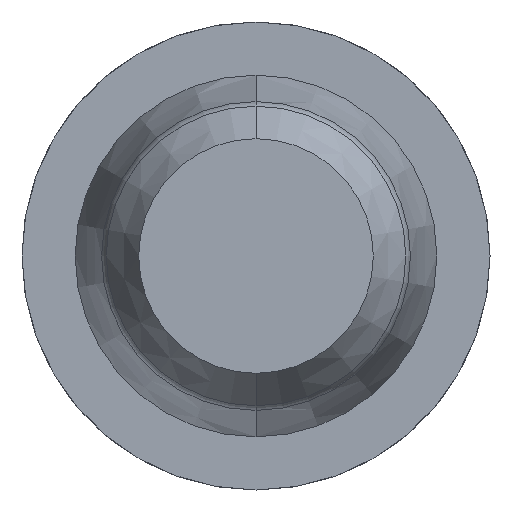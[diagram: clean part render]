
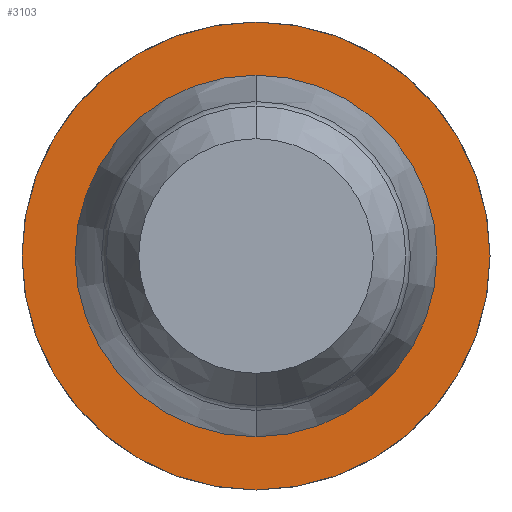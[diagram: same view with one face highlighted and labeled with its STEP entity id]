
A CAD part, front view. The second image highlights one B-rep face of the part: STEP entity #3103.
In plain terms, the highlighted planar face has unit normal (0, -1, 0).
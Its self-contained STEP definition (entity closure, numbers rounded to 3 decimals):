
#291 = ORIENTED_EDGE ( 'NONE', *, *, #2598, .F. ) ;
#484 = DIRECTION ( 'NONE',  ( 0., 1., 0. ) ) ;
#511 = DIRECTION ( 'NONE',  ( 0., 1., 0. ) ) ;
#588 = CARTESIAN_POINT ( 'NONE',  ( 0., -9., -1.25 ) ) ;
#740 = EDGE_CURVE ( 'Defeature ausgef�hrt3_5+Defeature ausgef�hrt3_6+Defeature ausgef�hrt3_6+Defeature ausgef�hrt3_6', #1286, #2519, #1601, .T. ) ;
#765 = CARTESIAN_POINT ( 'NONE',  ( 0., -9., -0.966 ) ) ;
#842 = DIRECTION ( 'NONE',  ( 0., 0., 1. ) ) ;
#871 = AXIS2_PLACEMENT_3D ( 'NONE', #1253, #3144, #2308 ) ;
#872 = AXIS2_PLACEMENT_3D ( 'NONE', #3330, #3417, #2529 ) ;
#898 = VERTEX_POINT ( 'NONE', #2640 ) ;
#943 = FACE_OUTER_BOUND ( 'NONE', #1534, .T. ) ;
#1034 = ORIENTED_EDGE ( 'NONE', *, *, #3223, .F. ) ;
#1049 = DIRECTION ( 'NONE',  ( 0., 0., 1. ) ) ;
#1253 = CARTESIAN_POINT ( 'NONE',  ( 0., -9., 0. ) ) ;
#1286 = VERTEX_POINT ( 'NONE', #765 ) ;
#1359 = DIRECTION ( 'NONE',  ( 0., 1., 0. ) ) ;
#1534 = EDGE_LOOP ( 'NONE', ( #291, #1034 ) ) ;
#1601 = CIRCLE ( 'NONE', #871, 0.966 ) ;
#1625 = EDGE_LOOP ( 'NONE', ( #3056, #2197 ) ) ;
#1866 = EDGE_CURVE ( 'Defeature ausgef�hrt3_5+Defeature ausgef�hrt3_6+Defeature ausgef�hrt3_6+Defeature ausgef�hrt3_6', #2519, #1286, #2031, .T. ) ;
#1916 = CARTESIAN_POINT ( 'NONE',  ( 0., -9., 0. ) ) ;
#2031 = CIRCLE ( 'NONE', #2716, 0.966 ) ;
#2164 = CARTESIAN_POINT ( 'NONE',  ( 1.25, -9., 0. ) ) ;
#2197 = ORIENTED_EDGE ( 'NONE', *, *, #740, .T. ) ;
#2308 = DIRECTION ( 'NONE',  ( 0., 0., 1. ) ) ;
#2369 = AXIS2_PLACEMENT_3D ( 'NONE', #1916, #1359, #842 ) ;
#2425 = DIRECTION ( 'NONE',  ( 0., 0., 1. ) ) ;
#2519 = VERTEX_POINT ( 'NONE', #2683 ) ;
#2529 = DIRECTION ( 'NONE',  ( 0., 0., 1. ) ) ;
#2598 = EDGE_CURVE ( 'Defeature ausgef�hrt3_4+Defeature ausgef�hrt3_5+Defeature ausgef�hrt3_5+Defeature ausgef�hrt3_5', #898, #2811, #3496, .T. ) ;
#2640 = CARTESIAN_POINT ( 'NONE',  ( 0., -9., 1.25 ) ) ;
#2654 = CARTESIAN_POINT ( 'NONE',  ( 0., -9., 0. ) ) ;
#2683 = CARTESIAN_POINT ( 'NONE',  ( 0., -9., 0.966 ) ) ;
#2716 = AXIS2_PLACEMENT_3D ( 'NONE', #2654, #511, #2425 ) ;
#2811 = VERTEX_POINT ( 'NONE', #588 ) ;
#2967 = CIRCLE ( 'NONE', #872, 1.25 ) ;
#2995 = AXIS2_PLACEMENT_3D ( 'NONE', #2164, #484, #1049 ) ;
#3056 = ORIENTED_EDGE ( 'NONE', *, *, #1866, .T. ) ;
#3103 = ADVANCED_FACE ( 'Defeature ausgef�hrt3_5', ( #943, #3107 ), #3508, .F. ) ;
#3107 = FACE_BOUND ( 'NONE', #1625, .T. ) ;
#3144 = DIRECTION ( 'NONE',  ( 0., 1., 0. ) ) ;
#3223 = EDGE_CURVE ( 'Defeature ausgef�hrt3_4+Defeature ausgef�hrt3_5+Defeature ausgef�hrt3_5+Defeature ausgef�hrt3_5', #2811, #898, #2967, .T. ) ;
#3330 = CARTESIAN_POINT ( 'NONE',  ( 0., -9., 0. ) ) ;
#3417 = DIRECTION ( 'NONE',  ( 0., 1., 0. ) ) ;
#3496 = CIRCLE ( 'NONE', #2369, 1.25 ) ;
#3508 = PLANE ( 'NONE',  #2995 ) ;
